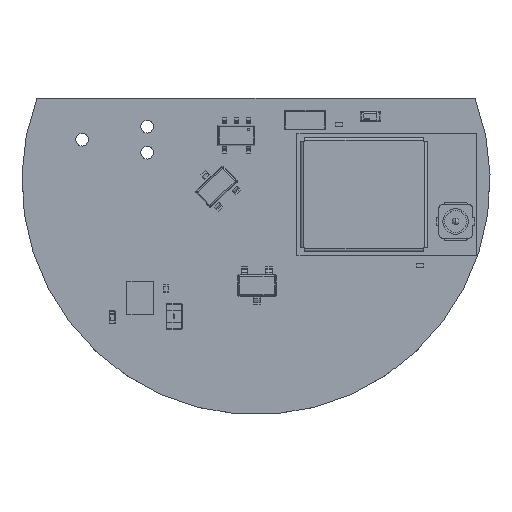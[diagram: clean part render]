
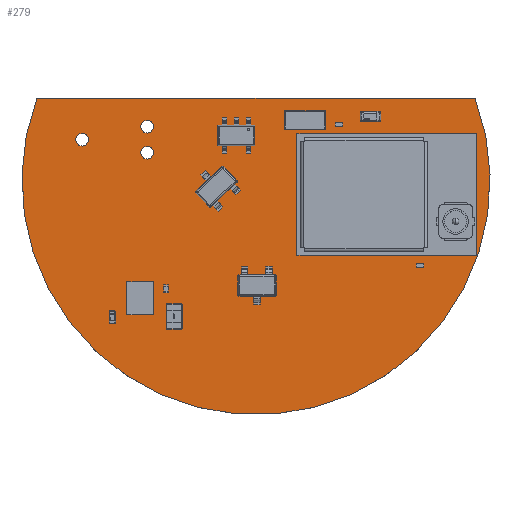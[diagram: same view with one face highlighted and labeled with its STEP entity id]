
A CAD part, top view. The second image highlights one B-rep face of the part: STEP entity #279.
In plain terms, the highlighted planar face has unit normal (0, 0, 1).
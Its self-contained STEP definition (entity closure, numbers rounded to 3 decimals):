
#104 = VERTEX_POINT('',#105);
#105 = CARTESIAN_POINT('',(0.,0.,1.42));
#111 = EDGE_CURVE('',#104,#112,#114,.T.);
#112 = VERTEX_POINT('',#113);
#113 = CARTESIAN_POINT('',(34.25,0.,1.42));
#114 = CIRCLE('',#115,18.3);
#115 = AXIS2_PLACEMENT_3D('',#116,#117,#118);
#116 = CARTESIAN_POINT('',(17.125,-6.452,1.42));
#117 = DIRECTION('',(0.,0.,1.));
#118 = DIRECTION('',(-0.936,0.353,-0.));
#144 = EDGE_CURVE('',#112,#104,#145,.T.);
#145 = LINE('',#146,#147);
#146 = CARTESIAN_POINT('',(34.25,0.,1.42));
#147 = VECTOR('',#148,1.);
#148 = DIRECTION('',(-1.,0.,0.));
#168 = VERTEX_POINT('',#169);
#169 = CARTESIAN_POINT('',(4.026,-3.251,1.42));
#175 = EDGE_CURVE('',#168,#168,#176,.T.);
#176 = CIRCLE('',#177,0.495);
#177 = AXIS2_PLACEMENT_3D('',#178,#179,#180);
#178 = CARTESIAN_POINT('',(3.531,-3.251,1.42));
#179 = DIRECTION('',(0.,0.,1.));
#180 = DIRECTION('',(1.,0.,-0.));
#201 = VERTEX_POINT('',#202);
#202 = CARTESIAN_POINT('',(9.106,-4.267,1.42));
#208 = EDGE_CURVE('',#201,#201,#209,.T.);
#209 = CIRCLE('',#210,0.495);
#210 = AXIS2_PLACEMENT_3D('',#211,#212,#213);
#211 = CARTESIAN_POINT('',(8.611,-4.267,1.42));
#212 = DIRECTION('',(0.,0.,1.));
#213 = DIRECTION('',(1.,0.,-0.));
#234 = VERTEX_POINT('',#235);
#235 = CARTESIAN_POINT('',(9.106,-2.235,1.42));
#241 = EDGE_CURVE('',#234,#234,#242,.T.);
#242 = CIRCLE('',#243,0.495);
#243 = AXIS2_PLACEMENT_3D('',#244,#245,#246);
#244 = CARTESIAN_POINT('',(8.611,-2.235,1.42));
#245 = DIRECTION('',(0.,0.,1.));
#246 = DIRECTION('',(1.,0.,-0.));
#279 = ADVANCED_FACE('',(#280,#284,#287,#290),#293,.T.);
#280 = FACE_BOUND('',#281,.T.);
#281 = EDGE_LOOP('',(#282,#283));
#282 = ORIENTED_EDGE('',*,*,#111,.T.);
#283 = ORIENTED_EDGE('',*,*,#144,.T.);
#284 = FACE_BOUND('',#285,.T.);
#285 = EDGE_LOOP('',(#286));
#286 = ORIENTED_EDGE('',*,*,#175,.F.);
#287 = FACE_BOUND('',#288,.T.);
#288 = EDGE_LOOP('',(#289));
#289 = ORIENTED_EDGE('',*,*,#208,.F.);
#290 = FACE_BOUND('',#291,.T.);
#291 = EDGE_LOOP('',(#292));
#292 = ORIENTED_EDGE('',*,*,#241,.F.);
#293 = PLANE('',#294);
#294 = AXIS2_PLACEMENT_3D('',#295,#296,#297);
#295 = CARTESIAN_POINT('',(17.125,-9.251,1.42));
#296 = DIRECTION('',(0.,0.,1.));
#297 = DIRECTION('',(1.,0.,-0.));
